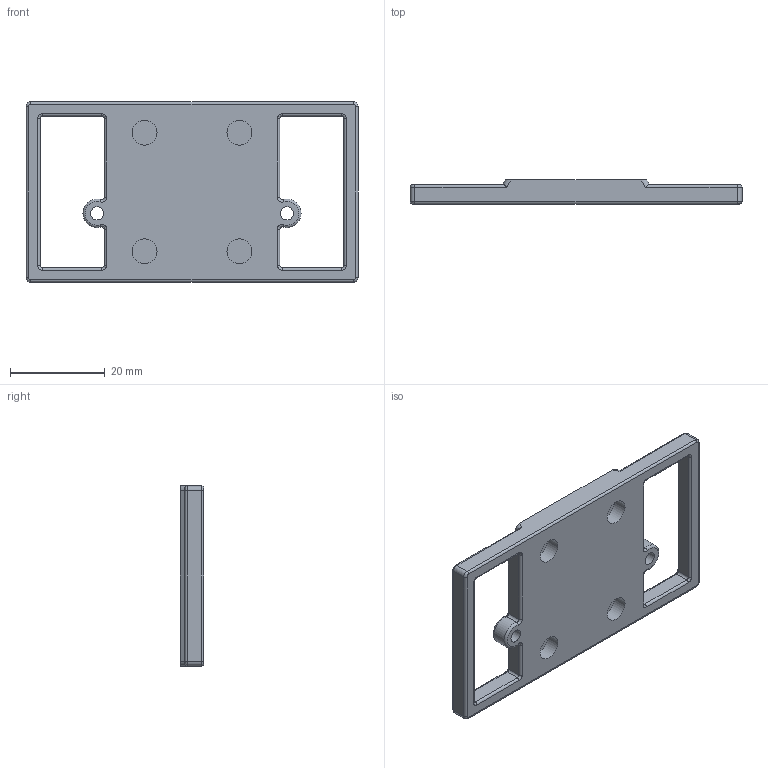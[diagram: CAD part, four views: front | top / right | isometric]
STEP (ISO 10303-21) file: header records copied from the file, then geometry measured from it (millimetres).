
FILE_DESCRIPTION(/* description */ (''),/* implementation_level */ '2;1');
FILE_NAME(/* name */ 'Front Bracket.stp',/* time_stamp */ '2024-04-22T17:10:03-05:00',/* author */ ('Eric'),/* organization */ (''),/* preprocessor_version */ 'ST-DEVELOPER v20',/* originating_system */ 'Autodesk Inventor 2024',/* authorisation */ '');
FILE_SCHEMA (('AUTOMOTIVE_DESIGN { 1 0 10303 214 3 1 1 }'));
Length unit declared in the file: millimetre
Products named in the file (1): Front Bracket
Bounding box: 70 x 5 x 38 mm (x, y, z)
Volume: 8102.4 mm3; surface area: 5575.7 mm2
Topology: 1 solids, 1 shells, 126 faces, 284 edges, 168 vertices
Faces by surface type: cylinder 62, plane 28, torus 28, bspline 8
Full cylindrical faces by diameter (mm): 2.8 x2, 3.5 x4, 5.25 x4
Entity records: 3639 total; most frequent: DIRECTION 682, CARTESIAN_POINT 679, ORIENTED_EDGE 568, EDGE_CURVE 284, AXIS2_PLACEMENT_3D 283, VERTEX_POINT 168, CIRCLE 156, EDGE_LOOP 142
